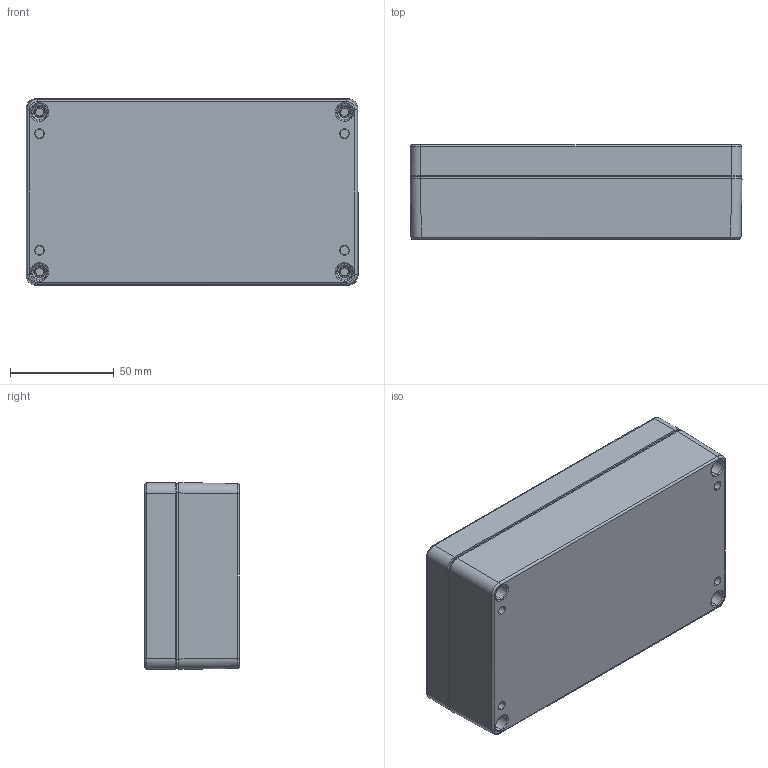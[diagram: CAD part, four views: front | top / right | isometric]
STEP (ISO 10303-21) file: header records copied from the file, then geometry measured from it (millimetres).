
FILE_DESCRIPTION (( 'STEP AP214' ), '1' );
FILE_NAME ('1554JLGY.STEP', '2021-09-15T13:42:45', ( '' ), ( '' ), 'SwSTEP 2.0', 'SolidWorks 2021', '' );
FILE_SCHEMA (( 'AUTOMOTIVE_DESIGN' ));
Length unit declared in the file: inch
Products named in the file (1): 1554JLGY
Bounding box: 160.07 x 45.55 x 90.07 mm (x, y, z)
Volume: 165186.2 mm3; surface area: 117547.3 mm2
Topology: 15 solids, 15 shells, 1638 faces, 4227 edges, 2709 vertices
Faces by surface type: bspline 575, cylinder 395, plane 366, cone 294, torus 8
Entity records: 70545 total; most frequent: CARTESIAN_POINT 33708, ORIENTED_EDGE 8438, DIRECTION 6316, EDGE_CURVE 4219, VERTEX_POINT 2709, AXIS2_PLACEMENT_3D 2305, EDGE_LOOP 1778, VECTOR 1706
